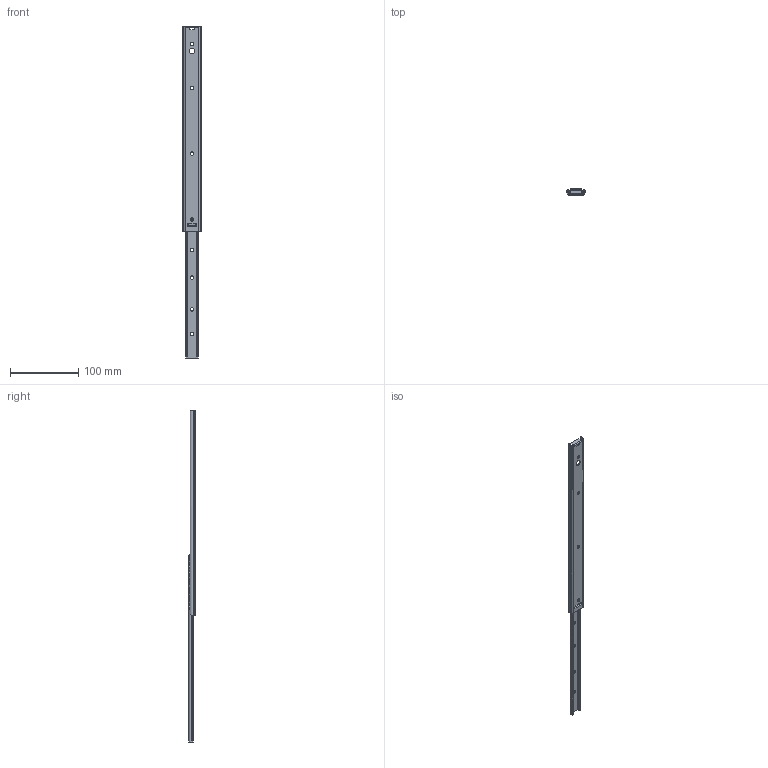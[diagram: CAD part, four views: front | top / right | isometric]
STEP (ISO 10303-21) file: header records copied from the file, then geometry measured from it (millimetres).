
FILE_DESCRIPTION(/* description */ (''),/* implementation_level */ '2;1');
FILE_NAME(/* name */ '109-042_02_out_nf.stp',/* time_stamp */ '2015-06-15T13:11:32+02:00',/* author */ ('stagece'),/* organization */ (''),/* preprocessor_version */ 'ST-DEVELOPER v15.6',/* originating_system */ 'Autodesk Inventor 2015',/* authorisation */ '');
FILE_SCHEMA (('AUTOMOTIVE_DESIGN { 1 0 10303 214 3 1 1 }'));
Length unit declared in the file: millimetre
Products named in the file (10): E000030974; E000030972; E000030968; E000030975; E000030973; E000030975_MIR; E000030973_MIR; E000030976; E000030978; 109-042_02_out_nf
Assembly tree (21 placements, depth 3):
  109-042_02_out_nf
    E000030972
      E000030974
    E000030973
      E000030968
      E000030975  x10
    E000030973_MIR
      E000030975_MIR  x4
    E000030978
      E000030976
Bounding box: 27.03 x 9.5 x 485 mm (x, y, z)
Volume: 23707 mm3; surface area: 43251.2 mm2
Topology: 17 solids, 17 shells, 310 faces, 911 edges, 600 vertices
Faces by surface type: plane 166, cylinder 130, sphere 14
Full cylindrical faces by diameter (mm): 4.1 x14, 5 x8, 8 x2
Entity records: 10282 total; most frequent: CARTESIAN_POINT 1788, DIRECTION 1761, ORIENTED_EDGE 1694, EDGE_CURVE 847, AXIS2_PLACEMENT_3D 589, LINE 583, VECTOR 583, VERTEX_POINT 576
